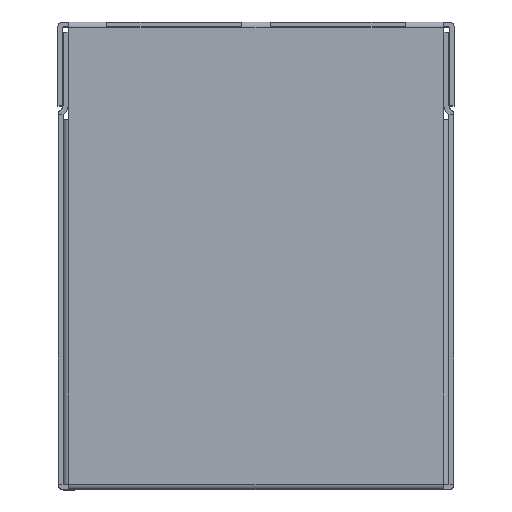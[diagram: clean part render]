
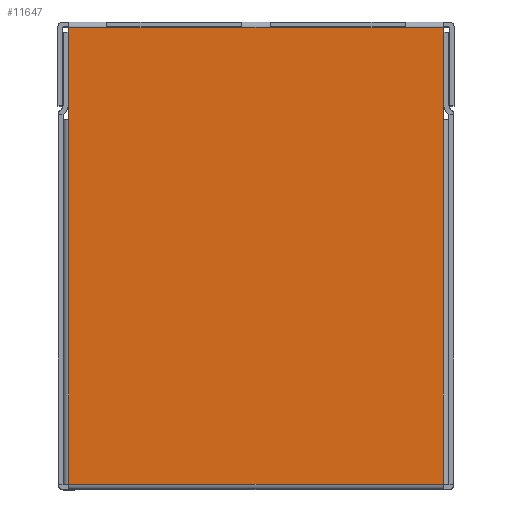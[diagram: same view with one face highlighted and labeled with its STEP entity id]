
A CAD part, top view. The second image highlights one B-rep face of the part: STEP entity #11647.
In plain terms, the highlighted planar face has unit normal (0, 0, 1).
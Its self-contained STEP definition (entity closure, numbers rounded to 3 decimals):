
#49=LINE('',#17882,#1335);
#61=LINE('',#17918,#1347);
#95=LINE('',#18030,#1381);
#263=LINE('',#18484,#1549);
#535=LINE('',#19163,#1821);
#554=LINE('',#19205,#1840);
#555=LINE('',#19207,#1841);
#556=LINE('',#19208,#1842);
#557=LINE('',#19209,#1843);
#558=LINE('',#19210,#1844);
#1335=VECTOR('',#13367,1000.);
#1347=VECTOR('',#13403,1000.);
#1381=VECTOR('',#13511,1000.);
#1549=VECTOR('',#13949,1000.);
#1821=VECTOR('',#14611,1000.);
#1840=VECTOR('',#14674,1000.);
#1841=VECTOR('',#14677,1000.);
#1842=VECTOR('',#14678,1000.);
#1843=VECTOR('',#14679,1000.);
#1844=VECTOR('',#14680,1000.);
#4365=ORIENTED_EDGE('',*,*,#7033,.T.);
#4366=ORIENTED_EDGE('',*,*,#6444,.T.);
#4367=ORIENTED_EDGE('',*,*,#7034,.T.);
#4368=ORIENTED_EDGE('',*,*,#7035,.T.);
#4369=ORIENTED_EDGE('',*,*,#6390,.T.);
#4370=ORIENTED_EDGE('',*,*,#7036,.T.);
#4371=ORIENTED_EDGE('',*,*,#6372,.T.);
#4372=ORIENTED_EDGE('',*,*,#7037,.T.);
#4373=ORIENTED_EDGE('',*,*,#7011,.F.);
#4374=ORIENTED_EDGE('',*,*,#6669,.F.);
#6372=EDGE_CURVE('',#8040,#8039,#49,.T.);
#6390=EDGE_CURVE('',#8052,#8050,#61,.T.);
#6444=EDGE_CURVE('',#8093,#8094,#95,.T.);
#6669=EDGE_CURVE('',#8244,#8245,#263,.T.);
#7011=EDGE_CURVE('',#8245,#8021,#535,.T.);
#7033=EDGE_CURVE('',#8244,#8093,#554,.T.);
#7034=EDGE_CURVE('',#8094,#8025,#555,.T.);
#7035=EDGE_CURVE('',#8025,#8052,#556,.T.);
#7036=EDGE_CURVE('',#8050,#8040,#557,.T.);
#7037=EDGE_CURVE('',#8039,#8021,#558,.T.);
#8021=VERTEX_POINT('',#17832);
#8025=VERTEX_POINT('',#17840);
#8039=VERTEX_POINT('',#17881);
#8040=VERTEX_POINT('',#17883);
#8050=VERTEX_POINT('',#17912);
#8052=VERTEX_POINT('',#17919);
#8093=VERTEX_POINT('',#18031);
#8094=VERTEX_POINT('',#18032);
#8244=VERTEX_POINT('',#18485);
#8245=VERTEX_POINT('',#18486);
#9709=EDGE_LOOP('',(#4365,#4366,#4367,#4368,#4369,#4370,#4371,#4372,#4373,
#4374));
#10489=FACE_BOUND('',#9709,.T.);
#11067=PLANE('',#12612);
#11647=ADVANCED_FACE('',(#10489),#11067,.T.);
#12612=AXIS2_PLACEMENT_3D('',#19206,#14675,#14676);
#13367=DIRECTION('',(-1.,0.,0.));
#13403=DIRECTION('',(-1.,0.,0.));
#13511=DIRECTION('',(0.,1.,0.));
#13949=DIRECTION('',(0.,1.,0.));
#14611=DIRECTION('',(0.,1.,0.));
#14674=DIRECTION('',(1.,0.,0.));
#14675=DIRECTION('',(0.,0.,1.));
#14676=DIRECTION('',(0.,-1.,0.));
#14677=DIRECTION('',(0.,1.,0.));
#14678=DIRECTION('',(-1.,0.,0.));
#14679=DIRECTION('',(-1.,0.,0.));
#14680=DIRECTION('',(-1.,0.,0.));
#17832=CARTESIAN_POINT('',(-7.5,9.14,6.025));
#17840=CARTESIAN_POINT('',(7.5,9.14,6.025));
#17881=CARTESIAN_POINT('',(-5.97,9.14,6.025));
#17882=CARTESIAN_POINT('',(-0.57,9.14,6.025));
#17883=CARTESIAN_POINT('',(-0.57,9.14,6.025));
#17912=CARTESIAN_POINT('',(0.57,9.14,6.025));
#17918=CARTESIAN_POINT('',(5.97,9.14,6.025));
#17919=CARTESIAN_POINT('',(5.97,9.14,6.025));
#18030=CARTESIAN_POINT('',(7.5,9.14,6.025));
#18031=CARTESIAN_POINT('',(7.5,-9.14,6.025));
#18032=CARTESIAN_POINT('',(7.5,5.46,6.025));
#18484=CARTESIAN_POINT('',(-7.5,9.14,6.025));
#18485=CARTESIAN_POINT('',(-7.5,-9.14,6.025));
#18486=CARTESIAN_POINT('',(-7.5,5.46,6.025));
#19163=CARTESIAN_POINT('',(-7.5,9.14,6.025));
#19205=CARTESIAN_POINT('',(-7.71,-9.14,6.025));
#19206=CARTESIAN_POINT('',(0.,-1.745,6.025));
#19207=CARTESIAN_POINT('',(7.5,9.14,6.025));
#19208=CARTESIAN_POINT('',(7.71,9.14,6.025));
#19209=CARTESIAN_POINT('',(7.71,9.14,6.025));
#19210=CARTESIAN_POINT('',(7.71,9.14,6.025));
